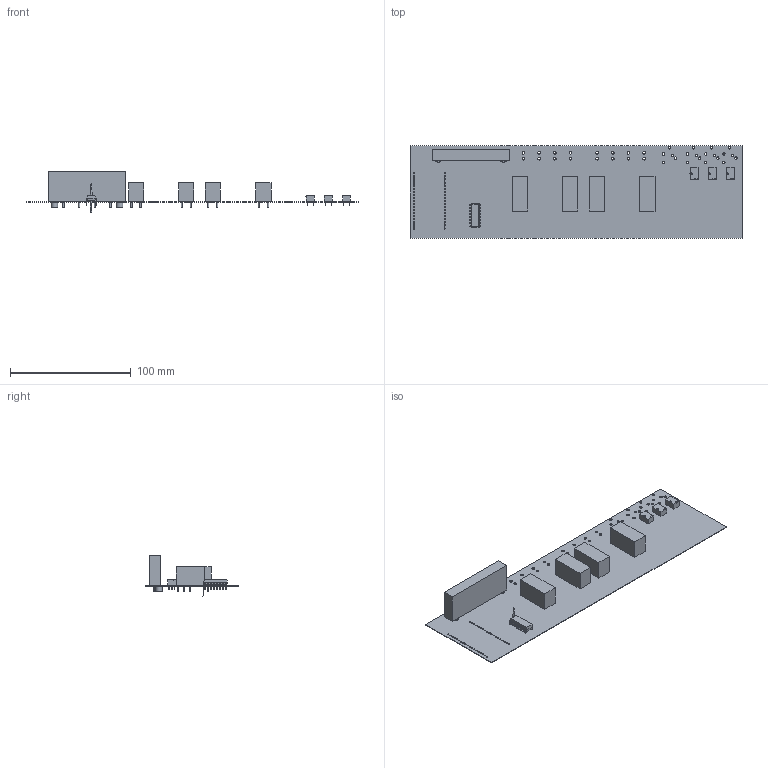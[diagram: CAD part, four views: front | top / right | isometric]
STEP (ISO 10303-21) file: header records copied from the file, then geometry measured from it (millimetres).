
FILE_DESCRIPTION(('Open CASCADE Model'),'2;1');
FILE_NAME('Open CASCADE Shape Model','2023-01-04T16:23:21',('Author'),( 'Open CASCADE'),'Open CASCADE STEP processor 7.5','Open CASCADE 7.5' ,'Unknown');
FILE_SCHEMA(('AUTOMOTIVE_DESIGN { 1 0 10303 214 1 1 1 1 }'));
Length unit declared in the file: millimetre
Products named in the file (1): PCB
Bounding box: 275.08 x 77 x 34.07 mm (x, y, z)
Volume: 50766.1 mm3; surface area: 64260.8 mm2
Topology: 318 solids, 318 shells, 1686 faces, 3046 edges, 2027 vertices
Faces by surface type: plane 1168, cylinder 512, bspline 6
Full cylindrical faces by diameter (mm): 0.7 x24, 0.76 x16, 1.04 x38, 1.1 x256, 1.3 x56, 1.5 x4, 1.651 x1, 2 x20, 2.2 x16, 5.46 x12, 5.66 x2
Entity records: 43463 total; most frequent: DIRECTION 7436, CARTESIAN_POINT 6840, ORIENTED_EDGE 6080, EDGE_CURVE 3040, AXIS2_PLACEMENT_3D 2717, VERTEX_POINT 2025, FACE_BOUND 2021, EDGE_LOOP 2021
